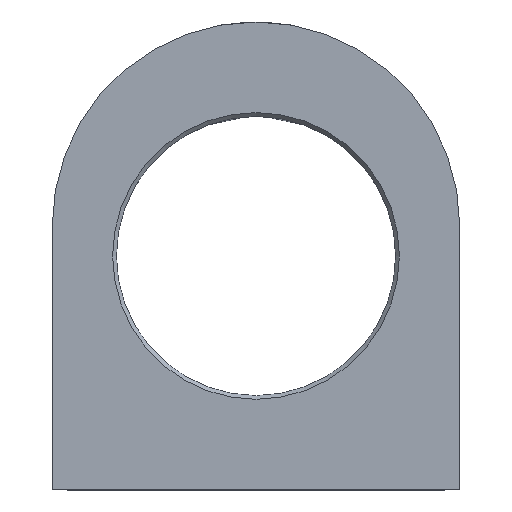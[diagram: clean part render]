
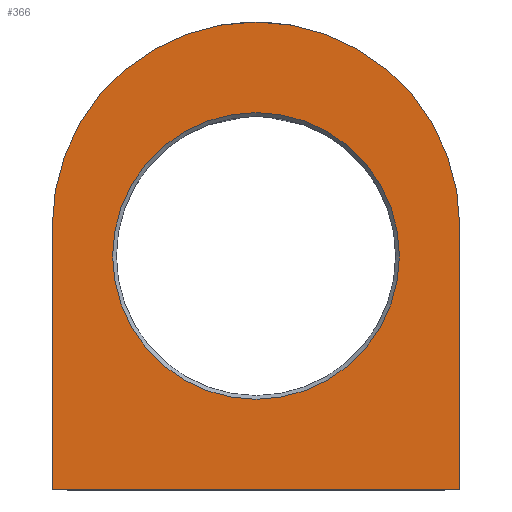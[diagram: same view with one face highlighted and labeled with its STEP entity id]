
A CAD part, top view. The second image highlights one B-rep face of the part: STEP entity #366.
In plain terms, the highlighted planar face has unit normal (0, 0, 1).
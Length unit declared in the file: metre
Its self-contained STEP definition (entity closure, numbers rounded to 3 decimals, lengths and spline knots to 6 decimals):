
#15=PLANE('',#417);
#25=LINE('',#614,#41);
#29=LINE('',#631,#45);
#32=LINE('',#635,#48);
#41=VECTOR('',#477,1.);
#45=VECTOR('',#491,1.);
#48=VECTOR('',#496,1.);
#101=ORIENTED_EDGE('',*,*,#173,.T.);
#102=ORIENTED_EDGE('',*,*,#161,.F.);
#103=ORIENTED_EDGE('',*,*,#169,.T.);
#104=ORIENTED_EDGE('',*,*,#172,.T.);
#105=ORIENTED_EDGE('',*,*,#153,.T.);
#153=EDGE_CURVE('',#190,#193,#228,.T.);
#161=EDGE_CURVE('',#200,#193,#25,.T.);
#169=EDGE_CURVE('',#200,#208,#29,.T.);
#172=EDGE_CURVE('',#208,#190,#32,.T.);
#173=EDGE_CURVE('',#209,#209,#236,.F.);
#190=VERTEX_POINT('',#571);
#193=VERTEX_POINT('',#576);
#200=VERTEX_POINT('',#613);
#208=VERTEX_POINT('',#630);
#209=VERTEX_POINT('',#638);
#228=CIRCLE('',#405,0.027);
#236=CIRCLE('',#418,0.019);
#263=EDGE_LOOP('',(#101));
#264=EDGE_LOOP('',(#102,#103,#104,#105));
#313=FACE_BOUND('',#263,.T.);
#314=FACE_BOUND('',#264,.T.);
#366=ADVANCED_FACE('',(#313,#314),#15,.T.);
#405=AXIS2_PLACEMENT_3D('',#577,#463,#464);
#417=AXIS2_PLACEMENT_3D('',#636,#497,#498);
#418=AXIS2_PLACEMENT_3D('',#637,#499,#500);
#463=DIRECTION('',(0.,0.,1.));
#464=DIRECTION('',(1.,0.,0.));
#477=DIRECTION('',(0.,1.,0.));
#491=DIRECTION('',(1.,0.,0.));
#496=DIRECTION('',(0.,1.,0.));
#497=DIRECTION('',(0.,0.,1.));
#498=DIRECTION('',(1.,0.,0.));
#499=DIRECTION('',(0.,0.,1.));
#500=DIRECTION('',(1.,0.,0.));
#571=CARTESIAN_POINT('',(0.027,0.035,0.009));
#576=CARTESIAN_POINT('',(-0.027,0.035,0.009));
#577=CARTESIAN_POINT('',(0.,0.035,0.009));
#613=CARTESIAN_POINT('',(-0.027,0.,0.009));
#614=CARTESIAN_POINT('',(-0.027,0.0175,0.009));
#630=CARTESIAN_POINT('',(0.027,0.,0.009));
#631=CARTESIAN_POINT('',(0.,0.,0.009));
#635=CARTESIAN_POINT('',(0.027,0.0175,0.009));
#636=CARTESIAN_POINT('',(0.,0.031,0.009));
#637=CARTESIAN_POINT('',(0.,0.031,0.009));
#638=CARTESIAN_POINT('',(0.019,0.031,0.009));
